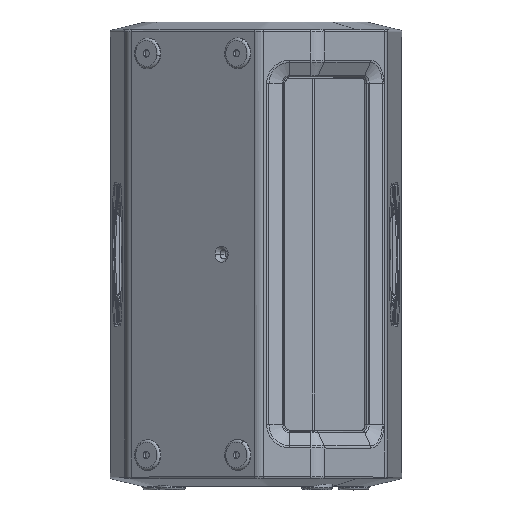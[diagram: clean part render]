
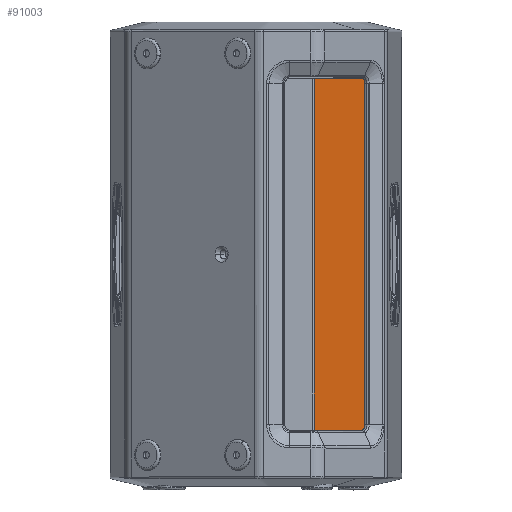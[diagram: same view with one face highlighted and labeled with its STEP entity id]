
A CAD part, top view. The second image highlights one B-rep face of the part: STEP entity #91003.
In plain terms, the highlighted planar face has unit normal (0.819, 0, 0.574).
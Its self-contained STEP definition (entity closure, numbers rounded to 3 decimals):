
#1388 = CARTESIAN_POINT ( 'NONE',  ( 133.609, -209.5, 71.401 ) ) ;
#1501 = EDGE_CURVE ( 'NONE', #134991, #91405, #9179, .T. ) ;
#2630 = VECTOR ( 'NONE', #63351, 1000. ) ;
#5828 = DIRECTION ( 'NONE',  ( -0.574, 0., 0.819 ) ) ;
#9179 = LINE ( 'NONE', #43233, #2630 ) ;
#9398 = CARTESIAN_POINT ( 'NONE',  ( 71.376, 216., 160.279 ) ) ;
#9949 = CIRCLE ( 'NONE', #24304, 6.5 ) ;
#11448 = CARTESIAN_POINT ( 'NONE',  ( 129.88, 209.5, 76.725 ) ) ;
#13050 = CARTESIAN_POINT ( 'NONE',  ( 71.674, 216., 159.852 ) ) ;
#20668 = DIRECTION ( 'NONE',  ( 0.574, 0., -0.819 ) ) ;
#23598 = DIRECTION ( 'NONE',  ( 0.819, 0., 0.574 ) ) ;
#24304 = AXIS2_PLACEMENT_3D ( 'NONE', #11448, #23598, #54251 ) ;
#26874 = EDGE_CURVE ( 'NONE', #64003, #90229, #128533, .T. ) ;
#30487 = CARTESIAN_POINT ( 'NONE',  ( 133.609, 209.5, 71.401 ) ) ;
#38542 = CARTESIAN_POINT ( 'NONE',  ( 129.88, 216., 76.725 ) ) ;
#43233 = CARTESIAN_POINT ( 'NONE',  ( 71.376, -216., 160.279 ) ) ;
#43467 = ORIENTED_EDGE ( 'NONE', *, *, #77482, .T. ) ;
#50002 = CARTESIAN_POINT ( 'NONE',  ( 133.609, 216., 71.401 ) ) ;
#50407 = VECTOR ( 'NONE', #50890, 1000. ) ;
#50665 = PLANE ( 'NONE',  #95352 ) ;
#50890 = DIRECTION ( 'NONE',  ( 0., -1., 0. ) ) ;
#54251 = DIRECTION ( 'NONE',  ( -0.574, 0., 0.819 ) ) ;
#61543 = LINE ( 'NONE', #109110, #121867 ) ;
#63351 = DIRECTION ( 'NONE',  ( 0.574, 0., -0.819 ) ) ;
#63919 = EDGE_CURVE ( 'NONE', #102891, #124445, #135020, .T. ) ;
#64003 = VERTEX_POINT ( 'NONE', #13050 ) ;
#67608 = EDGE_LOOP ( 'NONE', ( #100212, #80840, #79831, #43467, #121517, #101980 ) ) ;
#72953 = DIRECTION ( 'NONE',  ( -0.574, 0., 0.819 ) ) ;
#76395 = DIRECTION ( 'NONE',  ( 0.819, 0., 0.574 ) ) ;
#77482 = EDGE_CURVE ( 'NONE', #102891, #90229, #9949, .T. ) ;
#77974 = VECTOR ( 'NONE', #20668, 1000. ) ;
#79831 = ORIENTED_EDGE ( 'NONE', *, *, #63919, .F. ) ;
#80840 = ORIENTED_EDGE ( 'NONE', *, *, #106271, .T. ) ;
#82517 = CARTESIAN_POINT ( 'NONE',  ( 71.376, 216., 160.279 ) ) ;
#90229 = VERTEX_POINT ( 'NONE', #38542 ) ;
#91003 = ADVANCED_FACE ( 'NONE', ( #111352 ), #50665, .F. ) ;
#91405 = VERTEX_POINT ( 'NONE', #99708 ) ;
#92997 = DIRECTION ( 'NONE',  ( -0.819, 0., -0.574 ) ) ;
#95352 = AXIS2_PLACEMENT_3D ( 'NONE', #82517, #92997, #72953 ) ;
#99708 = CARTESIAN_POINT ( 'NONE',  ( 129.88, -216., 76.725 ) ) ;
#100212 = ORIENTED_EDGE ( 'NONE', *, *, #1501, .T. ) ;
#101980 = ORIENTED_EDGE ( 'NONE', *, *, #107538, .T. ) ;
#102629 = AXIS2_PLACEMENT_3D ( 'NONE', #128291, #76395, #5828 ) ;
#102891 = VERTEX_POINT ( 'NONE', #30487 ) ;
#106271 = EDGE_CURVE ( 'NONE', #91405, #124445, #112650, .T. ) ;
#107538 = EDGE_CURVE ( 'NONE', #64003, #134991, #61543, .T. ) ;
#109110 = CARTESIAN_POINT ( 'NONE',  ( 71.674, 216., 159.852 ) ) ;
#111352 = FACE_OUTER_BOUND ( 'NONE', #67608, .T. ) ;
#112650 = CIRCLE ( 'NONE', #102629, 6.5 ) ;
#121517 = ORIENTED_EDGE ( 'NONE', *, *, #26874, .F. ) ;
#121867 = VECTOR ( 'NONE', #131442, 1000. ) ;
#124445 = VERTEX_POINT ( 'NONE', #1388 ) ;
#128291 = CARTESIAN_POINT ( 'NONE',  ( 129.88, -209.5, 76.725 ) ) ;
#128533 = LINE ( 'NONE', #9398, #77974 ) ;
#131376 = CARTESIAN_POINT ( 'NONE',  ( 71.674, -216., 159.852 ) ) ;
#131442 = DIRECTION ( 'NONE',  ( 0., -1., 0. ) ) ;
#134991 = VERTEX_POINT ( 'NONE', #131376 ) ;
#135020 = LINE ( 'NONE', #50002, #50407 ) ;
